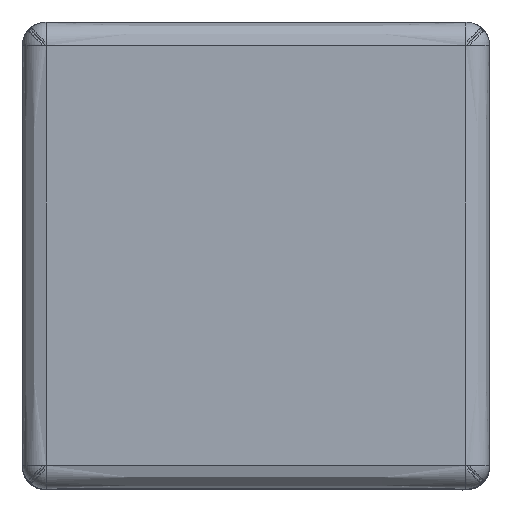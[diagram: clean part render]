
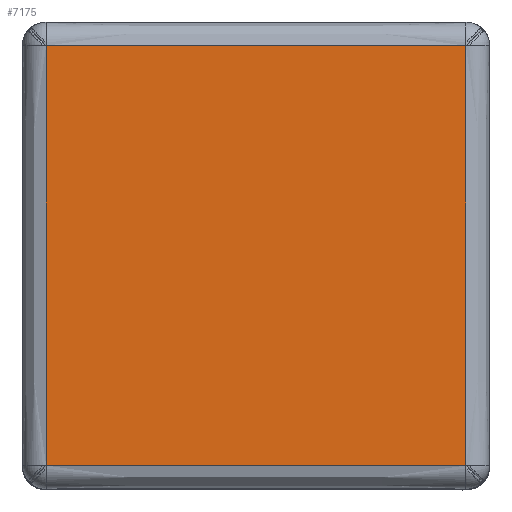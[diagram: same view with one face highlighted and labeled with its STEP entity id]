
A CAD part, top view. The second image highlights one B-rep face of the part: STEP entity #7175.
In plain terms, the highlighted free-form (B-spline) face has degree [1, 1] with [2, 2] control points.
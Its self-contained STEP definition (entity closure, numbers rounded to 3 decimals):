
#1331=FACE_OUTER_BOUND('',#2015,.T.);
#2015=EDGE_LOOP('',(#5656,#5657,#5658,#5659));
#2813=B_SPLINE_CURVE_WITH_KNOTS('',1,(#167659,#167660),.UNSPECIFIED.,.F.,
 .F.,(2,2),(-0.474,0.),.UNSPECIFIED.);
#2814=B_SPLINE_CURVE_WITH_KNOTS('',1,(#167662,#167663),.UNSPECIFIED.,.F.,
 .F.,(2,2),(-0.947,0.),.UNSPECIFIED.);
#2815=B_SPLINE_CURVE_WITH_KNOTS('',1,(#167665,#167666),.UNSPECIFIED.,.F.,
 .F.,(2,2),(-0.474,0.),.UNSPECIFIED.);
#2816=B_SPLINE_CURVE_WITH_KNOTS('',1,(#167667,#167668),.UNSPECIFIED.,.F.,
 .F.,(2,2),(-0.947,0.),.UNSPECIFIED.);
#3760=VERTEX_POINT('',#167657);
#3761=VERTEX_POINT('',#167658);
#3762=VERTEX_POINT('',#167661);
#3763=VERTEX_POINT('',#167664);
#4707=EDGE_CURVE('',#3760,#3761,#2813,.T.);
#4708=EDGE_CURVE('',#3761,#3762,#2814,.T.);
#4709=EDGE_CURVE('',#3763,#3762,#2815,.T.);
#4710=EDGE_CURVE('',#3760,#3763,#2816,.T.);
#5656=ORIENTED_EDGE('',*,*,#4707,.T.);
#5657=ORIENTED_EDGE('',*,*,#4708,.T.);
#5658=ORIENTED_EDGE('',*,*,#4709,.F.);
#5659=ORIENTED_EDGE('',*,*,#4710,.F.);
#6491=B_SPLINE_SURFACE_WITH_KNOTS('',1,1,((#167653,#167654),(#167655,#167656)),
 .UNSPECIFIED.,.F.,.F.,.F.,(2,2),(2,2),(-0.474,0.),(-0.947,
0.),.UNSPECIFIED.);
#7175=ADVANCED_FACE('',(#1331),#6491,.T.);
#167653=CARTESIAN_POINT('Ctrl Pts',(3939.364,357.792,400.009));
#167654=CARTESIAN_POINT('Ctrl Pts',(3939.364,555.297,400.009));
#167655=CARTESIAN_POINT('Ctrl Pts',(4136.869,357.792,400.009));
#167656=CARTESIAN_POINT('Ctrl Pts',(4136.869,555.297,400.009));
#167657=CARTESIAN_POINT('',(3939.364,357.792,400.009));
#167658=CARTESIAN_POINT('',(4136.869,357.792,400.009));
#167659=CARTESIAN_POINT('Ctrl Pts',(3939.364,357.792,400.009));
#167660=CARTESIAN_POINT('Ctrl Pts',(4136.869,357.792,400.009));
#167661=CARTESIAN_POINT('',(4136.869,555.297,400.009));
#167662=CARTESIAN_POINT('Ctrl Pts',(4136.869,357.792,400.009));
#167663=CARTESIAN_POINT('Ctrl Pts',(4136.869,555.297,400.009));
#167664=CARTESIAN_POINT('',(3939.364,555.297,400.009));
#167665=CARTESIAN_POINT('Ctrl Pts',(3939.364,555.297,400.009));
#167666=CARTESIAN_POINT('Ctrl Pts',(4136.869,555.297,400.009));
#167667=CARTESIAN_POINT('Ctrl Pts',(3939.364,357.792,400.009));
#167668=CARTESIAN_POINT('Ctrl Pts',(3939.364,555.297,400.009));
